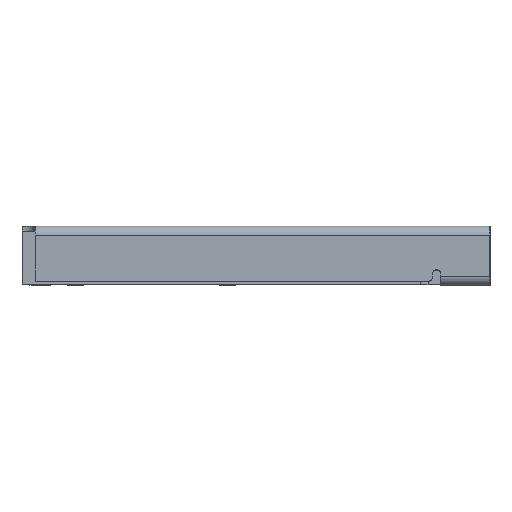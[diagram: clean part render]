
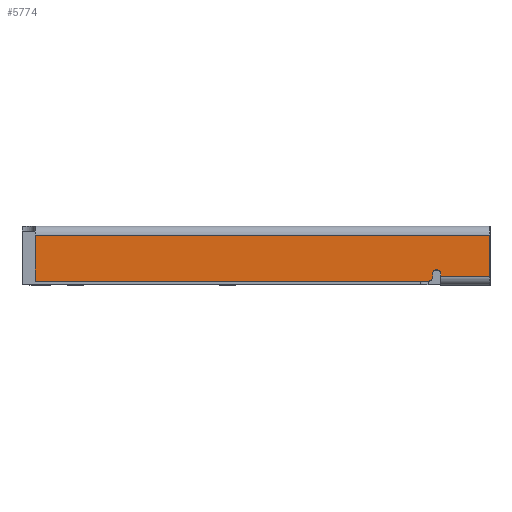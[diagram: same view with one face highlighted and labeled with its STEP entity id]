
A CAD part, left-side view. The second image highlights one B-rep face of the part: STEP entity #5774.
In plain terms, the highlighted planar face has unit normal (-1, 0, 0).
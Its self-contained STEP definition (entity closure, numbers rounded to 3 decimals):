
#5356 = VERTEX_POINT('',#5357);
#5357 = CARTESIAN_POINT('',(38.495,3.667,0.62));
#5364 = EDGE_CURVE('',#5365,#5356,#5367,.T.);
#5365 = VERTEX_POINT('',#5366);
#5366 = CARTESIAN_POINT('',(38.495,3.667,-0.5));
#5367 = LINE('',#5368,#5369);
#5368 = CARTESIAN_POINT('',(38.495,3.667,-0.5));
#5369 = VECTOR('',#5370,1.);
#5370 = DIRECTION('',(0.,0.,1.));
#5387 = EDGE_CURVE('',#5356,#5388,#5390,.T.);
#5388 = VERTEX_POINT('',#5389);
#5389 = CARTESIAN_POINT('',(38.495,-7.413,0.62));
#5390 = LINE('',#5391,#5392);
#5391 = CARTESIAN_POINT('',(38.495,3.667,0.62));
#5392 = VECTOR('',#5393,1.);
#5393 = DIRECTION('',(0.,-1.,0.));
#5448 = VERTEX_POINT('',#5449);
#5449 = CARTESIAN_POINT('',(38.495,-7.413,-0.38));
#5456 = EDGE_CURVE('',#5448,#5388,#5457,.T.);
#5457 = LINE('',#5458,#5459);
#5458 = CARTESIAN_POINT('',(38.495,-7.413,-0.38));
#5459 = VECTOR('',#5460,1.);
#5460 = DIRECTION('',(0.,0.,1.));
#5631 = VERTEX_POINT('',#5632);
#5632 = CARTESIAN_POINT('',(38.495,-6.213,-0.32));
#5638 = EDGE_CURVE('',#5639,#5631,#5641,.T.);
#5639 = VERTEX_POINT('',#5640);
#5640 = CARTESIAN_POINT('',(38.495,-6.213,-0.38));
#5641 = LINE('',#5642,#5643);
#5642 = CARTESIAN_POINT('',(38.495,-6.213,-0.38));
#5643 = VECTOR('',#5644,1.);
#5644 = DIRECTION('',(0.,0.,1.));
#5762 = EDGE_CURVE('',#5448,#5639,#5763,.T.);
#5763 = LINE('',#5764,#5765);
#5764 = CARTESIAN_POINT('',(38.495,-7.413,-0.38));
#5765 = VECTOR('',#5766,1.);
#5766 = DIRECTION('',(0.,1.,0.));
#5774 = ADVANCED_FACE('',(#5775),#5814,.T.);
#5775 = FACE_BOUND('',#5776,.F.);
#5776 = EDGE_LOOP('',(#5777,#5778,#5779,#5780,#5781,#5782,#5791,#5799,
    #5808));
#5777 = ORIENTED_EDGE('',*,*,#5364,.T.);
#5778 = ORIENTED_EDGE('',*,*,#5387,.T.);
#5779 = ORIENTED_EDGE('',*,*,#5456,.F.);
#5780 = ORIENTED_EDGE('',*,*,#5762,.T.);
#5781 = ORIENTED_EDGE('',*,*,#5638,.T.);
#5782 = ORIENTED_EDGE('',*,*,#5783,.F.);
#5783 = EDGE_CURVE('',#5784,#5631,#5786,.T.);
#5784 = VERTEX_POINT('',#5785);
#5785 = CARTESIAN_POINT('',(38.495,-6.013,-0.32));
#5786 = CIRCLE('',#5787,0.1);
#5787 = AXIS2_PLACEMENT_3D('',#5788,#5789,#5790);
#5788 = CARTESIAN_POINT('',(38.495,-6.113,-0.32));
#5789 = DIRECTION('',(1.,0.,0.));
#5790 = DIRECTION('',(-0.,1.,0.));
#5791 = ORIENTED_EDGE('',*,*,#5792,.T.);
#5792 = EDGE_CURVE('',#5784,#5793,#5795,.T.);
#5793 = VERTEX_POINT('',#5794);
#5794 = CARTESIAN_POINT('',(38.495,-6.013,-0.4));
#5795 = LINE('',#5796,#5797);
#5796 = CARTESIAN_POINT('',(38.495,-6.013,-0.32));
#5797 = VECTOR('',#5798,1.);
#5798 = DIRECTION('',(0.,0.,-1.));
#5799 = ORIENTED_EDGE('',*,*,#5800,.F.);
#5800 = EDGE_CURVE('',#5801,#5793,#5803,.T.);
#5801 = VERTEX_POINT('',#5802);
#5802 = CARTESIAN_POINT('',(38.495,-5.913,-0.5));
#5803 = CIRCLE('',#5804,0.1);
#5804 = AXIS2_PLACEMENT_3D('',#5805,#5806,#5807);
#5805 = CARTESIAN_POINT('',(38.495,-5.913,-0.4));
#5806 = DIRECTION('',(-1.,0.,0.));
#5807 = DIRECTION('',(0.,0.,-1.));
#5808 = ORIENTED_EDGE('',*,*,#5809,.T.);
#5809 = EDGE_CURVE('',#5801,#5365,#5810,.T.);
#5810 = LINE('',#5811,#5812);
#5811 = CARTESIAN_POINT('',(38.495,-5.913,-0.5));
#5812 = VECTOR('',#5813,1.);
#5813 = DIRECTION('',(0.,1.,0.));
#5814 = PLANE('',#5815);
#5815 = AXIS2_PLACEMENT_3D('',#5816,#5817,#5818);
#5816 = CARTESIAN_POINT('',(38.495,-9.763,0.771));
#5817 = DIRECTION('',(-1.,0.,0.));
#5818 = DIRECTION('',(0.,1.,0.));
